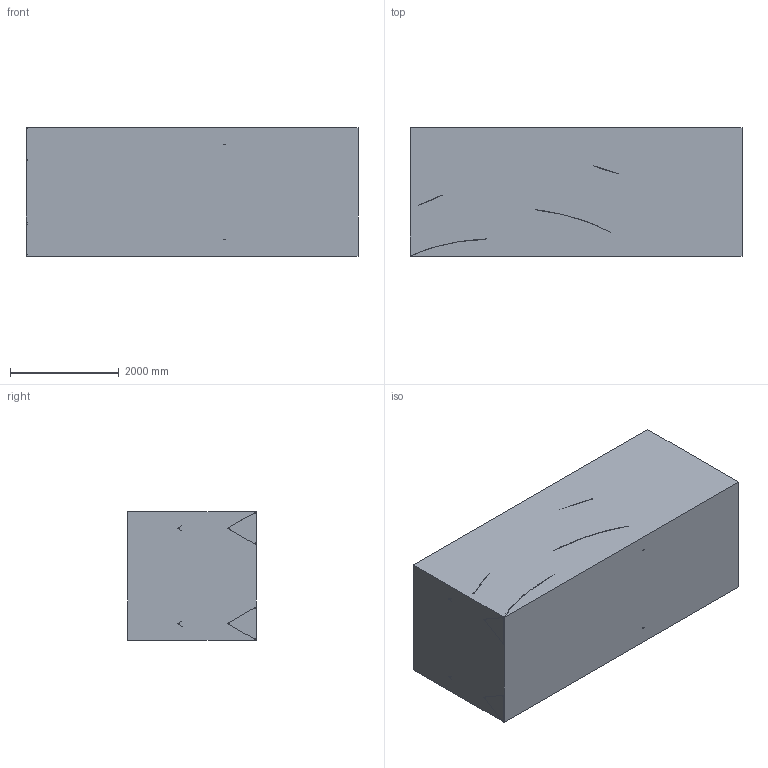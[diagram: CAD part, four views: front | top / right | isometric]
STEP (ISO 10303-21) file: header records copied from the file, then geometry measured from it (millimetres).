
FILE_DESCRIPTION (( 'STEP AP203' ), '1' );
FILE_NAME ('small_pack.STEP', '2009-11-19T12:53:44', ( 'Bugs Bunny' ), ( 'Warner Brothers Movie World' ), 'SwSTEP 2.0', 'SolidWorks 2009', '' );
FILE_SCHEMA (( 'CONFIG_CONTROL_DESIGN' ));
Length unit declared in the file: millimetre
Products named in the file (16): D_feather; D_tube_spine; E_innersheet; D_tube_side; small_pack; Part2^Assem2; E_tube_spine; D_sidesheet_mirror; D_innersheet; D_sidesheet; E_sidesheet_mirror; E_sidesheet; D_tube_side_mirror; E_feather; E_tube_side_mirror; E_tube_side
Assembly tree (21 placements, depth 3):
  small_pack
    D_feather  x4
      D_tube_side
      D_sidesheet
      D_tube_spine
      D_sidesheet_mirror
      D_innersheet
      D_tube_side_mirror
    E_feather  x4
      E_sidesheet_mirror
      E_innersheet
      E_tube_side
      E_tube_side_mirror
      E_tube_spine
      E_sidesheet
    Part2^Assem2
Bounding box: 6102.88 x 2364.51 x 2365.79 mm (x, y, z)
Volume: 34081583804.4 mm3; surface area: 143322982.6 mm2
Topology: 49 solids, 49 shells, 290 faces, 520 edges, 328 vertices
Faces by surface type: bspline 160, cylinder 68, plane 62
Entity records: 25274 total; most frequent: CARTESIAN_POINT 22173, ORIENTED_EDGE 278, DIRECTION 185, PERSON_AND_ORGANIZATION 149, EDGE_CURVE 139, CALENDAR_DATE 122, LOCAL_TIME 122, DATE_AND_TIME 122
